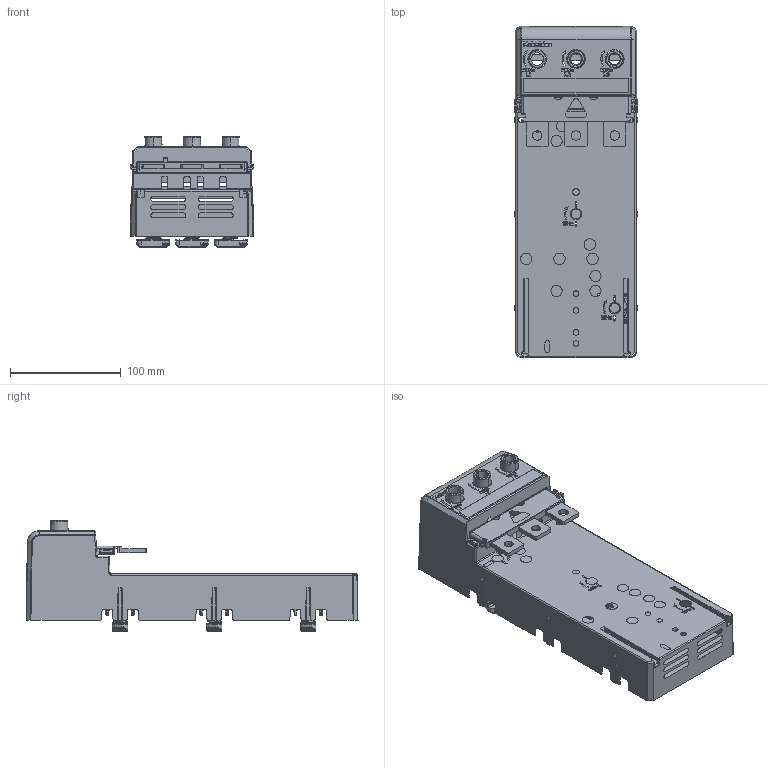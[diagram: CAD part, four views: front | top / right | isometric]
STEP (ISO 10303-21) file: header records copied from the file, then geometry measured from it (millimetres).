
FILE_DESCRIPTION (( 'STEP AP203' ), '1' );
FILE_NAME ('APXT_4_Dummy_Surface.STEP', '2017-03-20T07:55:50', ( 'Petter' ), ( '' ), 'SwSTEP 2.0', 'SolidWorks 2013', '' );
FILE_SCHEMA (( 'CONFIG_CONTROL_DESIGN' ));
Products named in the file (1): APXT_4_Dummy_Surface
Bounding box: 112 x 300 x 99.65 mm (x, y, z)
Surface area: 115416.3 mm2 (no closed solid volume)
Topology: 0 solids, 139 shells, 842 faces, 5066 edges, 4219 vertices
Faces by surface type: cylinder 360, plane 268, bspline 168, cone 46
Entity records: 75299 total; most frequent: CARTESIAN_POINT 42973, ORIENTED_EDGE 6316, DIRECTION 5048, EDGE_CURVE 5032, VERTEX_POINT 4219, LINE 2510, VECTOR 2510, AXIS2_PLACEMENT_3D 1269
